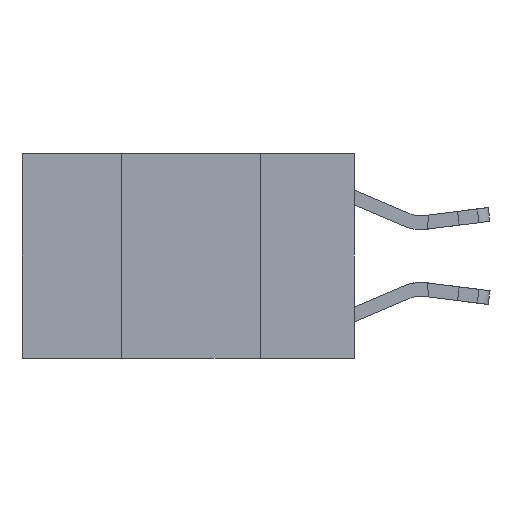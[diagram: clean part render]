
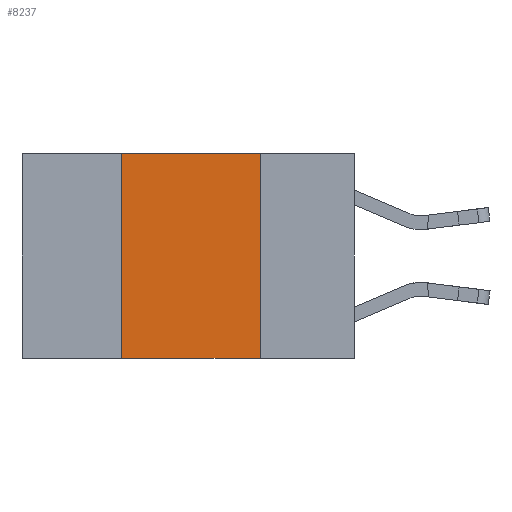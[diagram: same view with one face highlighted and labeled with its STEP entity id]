
A CAD part, left-side view. The second image highlights one B-rep face of the part: STEP entity #8237.
In plain terms, the highlighted planar face has unit normal (-1, 0, 0).
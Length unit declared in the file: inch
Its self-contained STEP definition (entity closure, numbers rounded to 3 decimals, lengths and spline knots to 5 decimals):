
#215 = LINE ( 'NONE', #24529, #24473 ) ;
#2318 = VECTOR ( 'NONE', #24298, 39.37008 ) ;
#3875 = VERTEX_POINT ( 'NONE', #22756 ) ;
#4394 = CARTESIAN_POINT ( 'NONE',  ( 0., 0.42, 0. ) ) ;
#6658 = LINE ( 'NONE', #21114, #16916 ) ;
#7088 = ORIENTED_EDGE ( 'NONE', *, *, #22950, .F. ) ;
#7161 = FACE_OUTER_BOUND ( 'NONE', #13422, .T. ) ;
#8237 = ADVANCED_FACE ( 'NONE', ( #7161 ), #19795, .F. ) ;
#8257 = CARTESIAN_POINT ( 'NONE',  ( 0., 0.6, 0. ) ) ;
#8725 = VECTOR ( 'NONE', #22930, 39.37008 ) ;
#9154 = CARTESIAN_POINT ( 'NONE',  ( 0., 0.42, -0.37 ) ) ;
#9606 = DIRECTION ( 'NONE',  ( 0., -1., 0. ) ) ;
#10163 = VERTEX_POINT ( 'NONE', #12770 ) ;
#10183 = DIRECTION ( 'NONE',  ( 1., 0., 0. ) ) ;
#11522 = VERTEX_POINT ( 'NONE', #9154 ) ;
#12535 = LINE ( 'NONE', #22419, #2318 ) ;
#12770 = CARTESIAN_POINT ( 'NONE',  ( 0., 0.17, 0. ) ) ;
#13422 = EDGE_LOOP ( 'NONE', ( #20376, #16545, #7088, #17166 ) ) ;
#14763 = AXIS2_PLACEMENT_3D ( 'NONE', #8257, #10183, #23545 ) ;
#16545 = ORIENTED_EDGE ( 'NONE', *, *, #18588, .F. ) ;
#16916 = VECTOR ( 'NONE', #9606, 39.37008 ) ;
#17166 = ORIENTED_EDGE ( 'NONE', *, *, #21745, .T. ) ;
#18588 = EDGE_CURVE ( 'NONE', #18878, #10163, #12535, .T. ) ;
#18878 = VERTEX_POINT ( 'NONE', #4394 ) ;
#18971 = LINE ( 'NONE', #21064, #8725 ) ;
#19795 = PLANE ( 'NONE',  #14763 ) ;
#20376 = ORIENTED_EDGE ( 'NONE', *, *, #24235, .F. ) ;
#20844 = DIRECTION ( 'NONE',  ( 0., 0., -1. ) ) ;
#21064 = CARTESIAN_POINT ( 'NONE',  ( 0., 0.42, 0. ) ) ;
#21114 = CARTESIAN_POINT ( 'NONE',  ( 0., 0.6, -0.37 ) ) ;
#21745 = EDGE_CURVE ( 'NONE', #11522, #3875, #6658, .T. ) ;
#22419 = CARTESIAN_POINT ( 'NONE',  ( 0., 0.6, 0. ) ) ;
#22756 = CARTESIAN_POINT ( 'NONE',  ( 0., 0.17, -0.37 ) ) ;
#22930 = DIRECTION ( 'NONE',  ( 0., 0., 1. ) ) ;
#22950 = EDGE_CURVE ( 'NONE', #11522, #18878, #18971, .T. ) ;
#23545 = DIRECTION ( 'NONE',  ( 0., 0., -1. ) ) ;
#24235 = EDGE_CURVE ( 'NONE', #10163, #3875, #215, .T. ) ;
#24298 = DIRECTION ( 'NONE',  ( 0., -1., 0. ) ) ;
#24473 = VECTOR ( 'NONE', #20844, 39.37008 ) ;
#24529 = CARTESIAN_POINT ( 'NONE',  ( 0., 0.17, 0. ) ) ;
